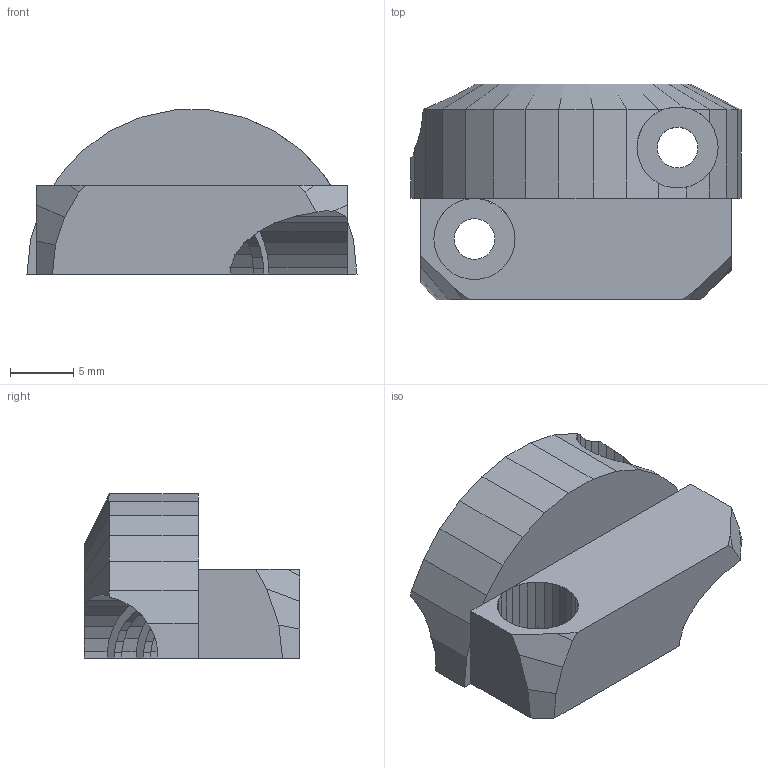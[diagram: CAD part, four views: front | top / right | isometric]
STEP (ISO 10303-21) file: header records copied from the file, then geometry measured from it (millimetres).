
FILE_DESCRIPTION(('FreeCAD Model'),'2;1');
FILE_NAME('Heatbed-cable-clip_8mm_R3.step','2018-10-02T09:11:15',('Author'),(''), 'Open CASCADE STEP processor 6.8','FreeCAD','Unknown');
FILE_SCHEMA(('AUTOMOTIVE_DESIGN { 1 0 10303 214 1 1 1 1 }'));
Length unit declared in the file: millimetre
Products named in the file (1): difference004
Bounding box: 26 x 17 x 12.93 mm (x, y, z)
Volume: 2216.4 mm3; surface area: 1838.5 mm2
Topology: 1 solids, 1 shells, 332 faces, 979 edges, 646 vertices
Faces by surface type: plane 311, bspline 21
Entity records: 12701 total; most frequent: CARTESIAN_POINT 3976, ORIENTED_EDGE 1958, DIRECTION 1556, EDGE_CURVE 979, LINE 932, VECTOR 932, VERTEX_POINT 646, FACE_BOUND 337
